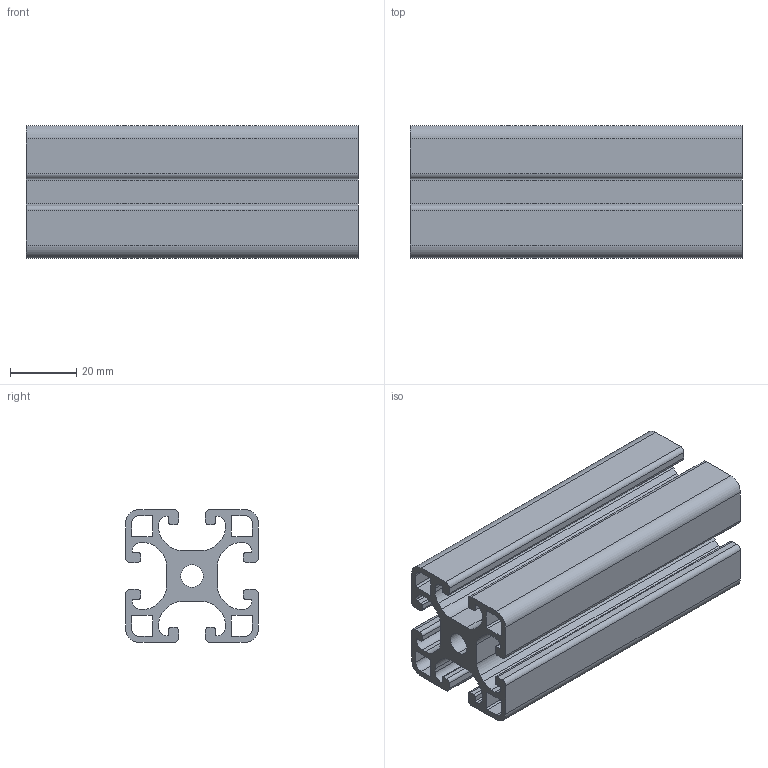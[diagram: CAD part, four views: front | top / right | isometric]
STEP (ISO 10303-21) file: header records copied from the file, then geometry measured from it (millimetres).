
FILE_DESCRIPTION (( 'STEP AP214' ), '1' );
FILE_NAME ('084.114.001.STEP', '2020-07-23T08:24:55', ( '' ), ( '' ), 'SwSTEP 2.0', 'SolidWorks 2018', '' );
FILE_SCHEMA (( 'AUTOMOTIVE_DESIGN' ));
Length unit declared in the file: millimetre
Products named in the file (1): 084.114.001
Bounding box: 100 x 40 x 40 mm (x, y, z)
Volume: 65702.7 mm3; surface area: 47331.8 mm2
Topology: 1 solids, 1 shells, 155 faces, 459 edges, 306 vertices
Faces by surface type: cylinder 78, plane 77
Entity records: 5283 total; most frequent: DIRECTION 927, CARTESIAN_POINT 921, ORIENTED_EDGE 918, EDGE_CURVE 459, AXIS2_PLACEMENT_3D 312, VERTEX_POINT 306, VECTOR 303, LINE 303
